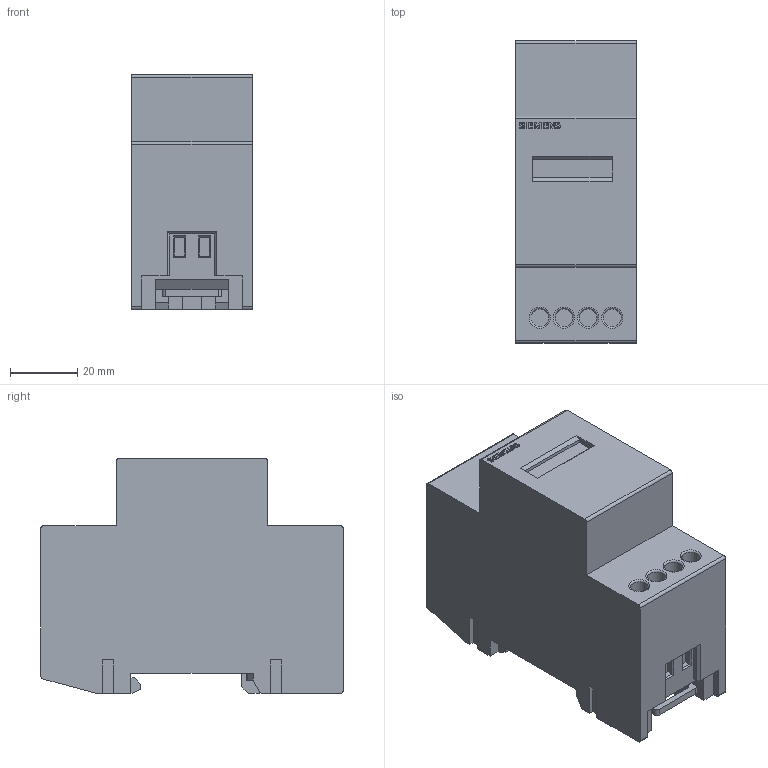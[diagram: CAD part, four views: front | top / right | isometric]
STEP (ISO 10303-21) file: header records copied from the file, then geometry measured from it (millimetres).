
FILE_DESCRIPTION(/* description */ (''),/* implementation_level */ '2;1');
FILE_NAME(/* name */ '7KT58_v.stp',/* time_stamp */ '2023-02-22T08:55:12+01:00',/* author */ ('"(c) Siemens AG Smart Infrastructure"'),/* organization */ ('"(c) Siemens AG - Smart Infrastructure - EP"'),/* preprocessor_version */ 'ST-DEVELOPER v18.101',/* originating_system */ 'SIEMENS PLM Software NX 2008',/* authorisation */ '"Transmittal reproduction, dissemination and/or editing of this document as well as utilization of its contents and communication thereof to others without express authorization is prohibited. Offenders will be held liable for payment of damages. All rights created by patent grant or registration of a utility model or design patent are reserved."');
FILE_SCHEMA (('AUTOMOTIVE_DESIGN { 1 0 10303 214 3 1 1 1 }'));
Length unit declared in the file: millimetre
Products named in the file (1): model1
Bounding box: 36 x 90 x 70 mm (x, y, z)
Volume: 179698.9 mm3; surface area: 24317.2 mm2
Topology: 1 solids, 1 shells, 239 faces, 660 edges, 439 vertices
Faces by surface type: plane 201, cylinder 28, extrusion 6, torus 4
Full cylindrical faces by diameter (mm): 5.3 x4
Entity records: 9767 total; most frequent: CARTESIAN_POINT 2134, ORIENTED_EDGE 1288, DIRECTION 1066, EDGE_CURVE 644, VECTOR 468, LINE 462, VERTEX_POINT 428, AXIS2_PLACEMENT_3D 299
